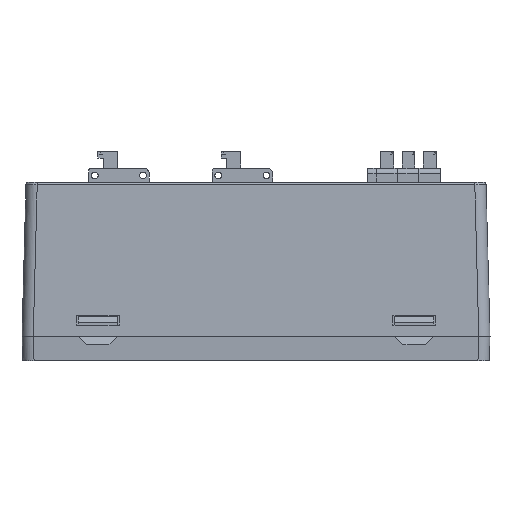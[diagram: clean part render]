
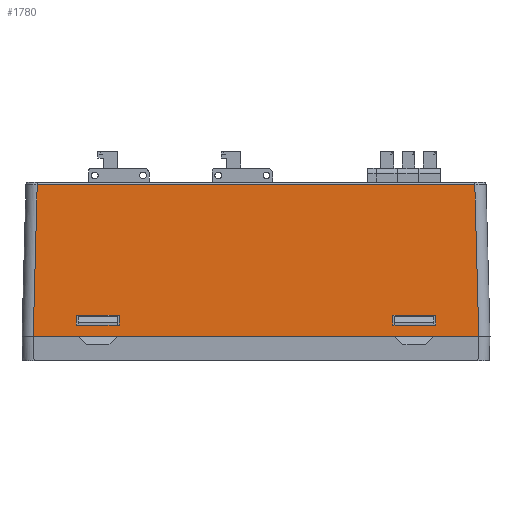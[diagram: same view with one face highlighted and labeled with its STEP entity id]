
A CAD part, front view. The second image highlights one B-rep face of the part: STEP entity #1780.
In plain terms, the highlighted planar face has unit normal (0, -1, 0.026).
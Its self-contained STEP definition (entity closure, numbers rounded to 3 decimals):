
#1780=ADVANCED_FACE('',(#4069,#4070,#4071),#2814,.T.);
#2814=PLANE('',#19921);
#4069=FACE_BOUND('',#4762,.T.);
#4070=FACE_BOUND('',#4763,.T.);
#4071=FACE_BOUND('',#4764,.T.);
#4762=EDGE_LOOP('',(#6759,#6760,#6761,#6762));
#4763=EDGE_LOOP('',(#6763,#6764,#6765,#6766));
#4764=EDGE_LOOP('',(#6767,#6768,#6769,#6770));
#6759=ORIENTED_EDGE('',*,*,#13545,.T.);
#6760=ORIENTED_EDGE('',*,*,#13294,.T.);
#6761=ORIENTED_EDGE('',*,*,#13547,.T.);
#6762=ORIENTED_EDGE('',*,*,#13256,.F.);
#6763=ORIENTED_EDGE('',*,*,#13569,.T.);
#6764=ORIENTED_EDGE('',*,*,#13572,.T.);
#6765=ORIENTED_EDGE('',*,*,#13261,.F.);
#6766=ORIENTED_EDGE('',*,*,#13573,.T.);
#6767=ORIENTED_EDGE('',*,*,#13559,.T.);
#6768=ORIENTED_EDGE('',*,*,#13298,.T.);
#6769=ORIENTED_EDGE('',*,*,#13550,.T.);
#6770=ORIENTED_EDGE('',*,*,#13557,.F.);
#11403=VERTEX_POINT('',#26984);
#11404=VERTEX_POINT('',#26986);
#11408=VERTEX_POINT('',#26995);
#11409=VERTEX_POINT('',#26997);
#11439=VERTEX_POINT('',#27058);
#11441=VERTEX_POINT('',#27062);
#11443=VERTEX_POINT('',#27067);
#11445=VERTEX_POINT('',#27071);
#11668=VERTEX_POINT('',#27671);
#11674=VERTEX_POINT('',#27685);
#11675=VERTEX_POINT('',#27708);
#11676=VERTEX_POINT('',#27710);
#13256=EDGE_CURVE('',#11403,#11404,#15849,.T.);
#13261=EDGE_CURVE('',#11408,#11409,#15853,.T.);
#13294=EDGE_CURVE('',#11439,#11441,#15879,.T.);
#13298=EDGE_CURVE('',#11443,#11445,#15883,.T.);
#13545=EDGE_CURVE('',#11403,#11439,#16093,.T.);
#13547=EDGE_CURVE('',#11441,#11404,#16095,.T.);
#13550=EDGE_CURVE('',#11445,#11668,#16098,.T.);
#13557=EDGE_CURVE('',#11674,#11668,#16105,.T.);
#13559=EDGE_CURVE('',#11674,#11443,#16107,.T.);
#13569=EDGE_CURVE('',#11676,#11675,#16116,.T.);
#13572=EDGE_CURVE('',#11675,#11409,#16117,.T.);
#13573=EDGE_CURVE('',#11408,#11676,#16118,.T.);
#15849=LINE('',#26985,#17878);
#15853=LINE('',#26996,#17882);
#15879=LINE('',#27063,#17908);
#15883=LINE('',#27072,#17912);
#16093=LINE('',#27663,#18122);
#16095=LINE('',#27666,#18124);
#16098=LINE('',#27672,#18127);
#16105=LINE('',#27686,#18134);
#16107=LINE('',#27689,#18136);
#16116=LINE('',#27709,#18145);
#16117=LINE('',#27731,#18146);
#16118=LINE('',#27733,#18147);
#17878=VECTOR('',#21643,1.);
#17882=VECTOR('',#21651,1.);
#17908=VECTOR('',#21693,1.);
#17912=VECTOR('',#21699,1.);
#18122=VECTOR('',#22001,1.);
#18124=VECTOR('',#22005,1.);
#18127=VECTOR('',#22010,1.);
#18134=VECTOR('',#22019,1.);
#18136=VECTOR('',#22023,1.);
#18145=VECTOR('',#22052,1.);
#18146=VECTOR('',#22057,1.);
#18147=VECTOR('',#22060,1.);
#19921=AXIS2_PLACEMENT_3D('',#27734,#22061,#22062);
#21643=DIRECTION('',(1.,0.,0.));
#21651=DIRECTION('',(-1.,0.,0.));
#21693=DIRECTION('',(1.,0.,0.));
#21699=DIRECTION('',(1.,0.,0.));
#22001=DIRECTION('',(0.,0.026,1.));
#22005=DIRECTION('',(0.,-0.026,-1.));
#22010=DIRECTION('',(0.,-0.026,-1.));
#22019=DIRECTION('',(1.,0.,0.));
#22023=DIRECTION('',(0.,0.026,1.));
#22052=DIRECTION('',(-1.,0.,0.));
#22057=DIRECTION('',(-0.026,-0.026,-0.999));
#22060=DIRECTION('',(-0.026,0.026,0.999));
#22061=DIRECTION('',(0.,-1.,0.026));
#22062=DIRECTION('',(0.,-0.026,-1.));
#26984=CARTESIAN_POINT('',(-928.528,3.891,-62.994));
#26985=CARTESIAN_POINT('',(-924.728,3.891,-62.994));
#26986=CARTESIAN_POINT('',(-920.894,3.891,-62.994));
#26995=CARTESIAN_POINT('',(-856.799,3.838,-65.02));
#26996=CARTESIAN_POINT('',(-857.543,3.838,-65.02));
#26997=CARTESIAN_POINT('',(-936.222,3.838,-65.02));
#27058=CARTESIAN_POINT('',(-928.528,3.937,-61.22));
#27062=CARTESIAN_POINT('',(-920.894,3.937,-61.22));
#27063=CARTESIAN_POINT('',(-900.489,3.937,-61.22));
#27067=CARTESIAN_POINT('',(-872.095,3.937,-61.22));
#27071=CARTESIAN_POINT('',(-864.495,3.937,-61.22));
#27072=CARTESIAN_POINT('',(-900.489,3.937,-61.22));
#27663=CARTESIAN_POINT('',(-928.528,3.832,-65.22));
#27666=CARTESIAN_POINT('',(-920.894,3.941,-61.086));
#27671=CARTESIAN_POINT('',(-864.495,3.891,-62.994));
#27672=CARTESIAN_POINT('',(-864.495,3.832,-65.22));
#27685=CARTESIAN_POINT('',(-872.095,3.891,-62.994));
#27686=CARTESIAN_POINT('',(-868.295,3.891,-62.994));
#27689=CARTESIAN_POINT('',(-872.095,3.832,-65.22));
#27708=CARTESIAN_POINT('',(-935.515,4.545,-38.007));
#27709=CARTESIAN_POINT('',(-900.489,4.545,-38.007));
#27710=CARTESIAN_POINT('',(-857.507,4.545,-38.007));
#27731=CARTESIAN_POINT('',(-936.173,3.887,-63.136));
#27733=CARTESIAN_POINT('',(-856.824,3.862,-64.077));
#27734=CARTESIAN_POINT('',(-900.489,3.832,-65.22));
